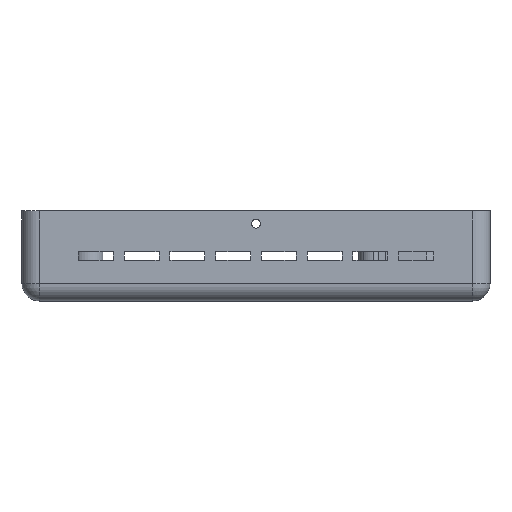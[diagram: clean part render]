
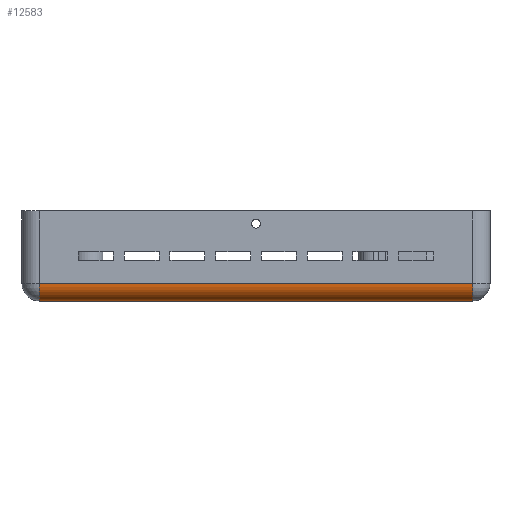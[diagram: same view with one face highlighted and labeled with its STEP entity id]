
A CAD part, left-side view. The second image highlights one B-rep face of the part: STEP entity #12583.
In plain terms, the highlighted cylindrical face has radius 4 mm (diameter 8 mm), a partial arc.
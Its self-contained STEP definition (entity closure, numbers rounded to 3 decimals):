
#1341 = VERTEX_POINT('',#1342);
#1342 = CARTESIAN_POINT('',(-121.488,-103.44,0.));
#1356 = PLANE('',#1357);
#1357 = AXIS2_PLACEMENT_3D('',#1358,#1359,#1360);
#1358 = CARTESIAN_POINT('',(0.,0.,0.));
#1359 = DIRECTION('',(0.,0.,1.));
#1360 = DIRECTION('',(-1.,0.,0.));
#1382 = SPHERICAL_SURFACE('',#1383,4.);
#1383 = AXIS2_PLACEMENT_3D('',#1384,#1385,#1386);
#1384 = CARTESIAN_POINT('',(-121.488,-103.44,4.));
#1385 = DIRECTION('',(-0.,-0.,-1.));
#1386 = DIRECTION('',(0.,-1.,0.));
#1522 = PLANE('',#1523);
#1523 = AXIS2_PLACEMENT_3D('',#1524,#1525,#1526);
#1524 = CARTESIAN_POINT('',(-125.488,0.,0.));
#1525 = DIRECTION('',(-1.,0.,0.));
#1526 = DIRECTION('',(0.,0.,1.));
#1747 = VERTEX_POINT('',#1748);
#1748 = CARTESIAN_POINT('',(-125.488,-103.44,4.));
#4928 = VERTEX_POINT('',#4929);
#4929 = CARTESIAN_POINT('',(-121.488,-4.,0.));
#4955 = EDGE_CURVE('',#1341,#4928,#4956,.T.);
#4956 = SURFACE_CURVE('',#4957,(#4961,#4968),.PCURVE_S1.);
#4957 = LINE('',#4958,#4959);
#4958 = CARTESIAN_POINT('',(-121.488,-103.44,0.));
#4959 = VECTOR('',#4960,1.);
#4960 = DIRECTION('',(0.,1.,-0.));
#4961 = PCURVE('',#1356,#4962);
#4962 = DEFINITIONAL_REPRESENTATION('',(#4963),#4967);
#4963 = LINE('',#4964,#4965);
#4964 = CARTESIAN_POINT('',(121.488,103.44));
#4965 = VECTOR('',#4966,1.);
#4966 = DIRECTION('',(0.,-1.));
#4967 = ( GEOMETRIC_REPRESENTATION_CONTEXT(2) 
PARAMETRIC_REPRESENTATION_CONTEXT() REPRESENTATION_CONTEXT('2D SPACE',''
  ) );
#4968 = PCURVE('',#4969,#4974);
#4969 = CYLINDRICAL_SURFACE('',#4970,4.);
#4970 = AXIS2_PLACEMENT_3D('',#4971,#4972,#4973);
#4971 = CARTESIAN_POINT('',(-121.488,-103.44,4.));
#4972 = DIRECTION('',(0.,1.,-0.));
#4973 = DIRECTION('',(-1.,0.,0.));
#4974 = DEFINITIONAL_REPRESENTATION('',(#4975),#4979);
#4975 = LINE('',#4976,#4977);
#4976 = CARTESIAN_POINT('',(-1.571,0.));
#4977 = VECTOR('',#4978,1.);
#4978 = DIRECTION('',(-0.,1.));
#4979 = ( GEOMETRIC_REPRESENTATION_CONTEXT(2) 
PARAMETRIC_REPRESENTATION_CONTEXT() REPRESENTATION_CONTEXT('2D SPACE',''
  ) );
#6012 = EDGE_CURVE('',#1747,#1341,#6013,.T.);
#6013 = SURFACE_CURVE('',#6014,(#6019,#6025),.PCURVE_S1.);
#6014 = CIRCLE('',#6015,4.);
#6015 = AXIS2_PLACEMENT_3D('',#6016,#6017,#6018);
#6016 = CARTESIAN_POINT('',(-121.488,-103.44,4.));
#6017 = DIRECTION('',(0.,-1.,0.));
#6018 = DIRECTION('',(-1.,0.,0.));
#6019 = PCURVE('',#1382,#6020);
#6020 = DEFINITIONAL_REPRESENTATION('',(#6021),#6024);
#6021 = B_SPLINE_CURVE_WITH_KNOTS('',1,(#6022,#6023),.UNSPECIFIED.,.F.,
  .F.,(2,2),(0.,1.571),.PIECEWISE_BEZIER_KNOTS.);
#6022 = CARTESIAN_POINT('',(1.571,0.));
#6023 = CARTESIAN_POINT('',(1.571,1.571));
#6024 = ( GEOMETRIC_REPRESENTATION_CONTEXT(2) 
PARAMETRIC_REPRESENTATION_CONTEXT() REPRESENTATION_CONTEXT('2D SPACE',''
  ) );
#6025 = PCURVE('',#4969,#6026);
#6026 = DEFINITIONAL_REPRESENTATION('',(#6027),#6030);
#6027 = B_SPLINE_CURVE_WITH_KNOTS('',1,(#6028,#6029),.UNSPECIFIED.,.F.,
  .F.,(2,2),(0.,1.571),.PIECEWISE_BEZIER_KNOTS.);
#6028 = CARTESIAN_POINT('',(0.,0.));
#6029 = CARTESIAN_POINT('',(-1.571,0.));
#6030 = ( GEOMETRIC_REPRESENTATION_CONTEXT(2) 
PARAMETRIC_REPRESENTATION_CONTEXT() REPRESENTATION_CONTEXT('2D SPACE',''
  ) );
#9556 = VERTEX_POINT('',#9557);
#9557 = CARTESIAN_POINT('',(-125.488,-4.,4.));
#9578 = EDGE_CURVE('',#1747,#9556,#9579,.T.);
#9579 = SURFACE_CURVE('',#9580,(#9584,#9591),.PCURVE_S1.);
#9580 = LINE('',#9581,#9582);
#9581 = CARTESIAN_POINT('',(-125.488,-103.44,4.));
#9582 = VECTOR('',#9583,1.);
#9583 = DIRECTION('',(0.,1.,-0.));
#9584 = PCURVE('',#1522,#9585);
#9585 = DEFINITIONAL_REPRESENTATION('',(#9586),#9590);
#9586 = LINE('',#9587,#9588);
#9587 = CARTESIAN_POINT('',(4.,-103.44));
#9588 = VECTOR('',#9589,1.);
#9589 = DIRECTION('',(0.,1.));
#9590 = ( GEOMETRIC_REPRESENTATION_CONTEXT(2) 
PARAMETRIC_REPRESENTATION_CONTEXT() REPRESENTATION_CONTEXT('2D SPACE',''
  ) );
#9591 = PCURVE('',#4969,#9592);
#9592 = DEFINITIONAL_REPRESENTATION('',(#9593),#9597);
#9593 = LINE('',#9594,#9595);
#9594 = CARTESIAN_POINT('',(-0.,0.));
#9595 = VECTOR('',#9596,1.);
#9596 = DIRECTION('',(-0.,1.));
#9597 = ( GEOMETRIC_REPRESENTATION_CONTEXT(2) 
PARAMETRIC_REPRESENTATION_CONTEXT() REPRESENTATION_CONTEXT('2D SPACE',''
  ) );
#10385 = SPHERICAL_SURFACE('',#10386,4.);
#10386 = AXIS2_PLACEMENT_3D('',#10387,#10388,#10389);
#10387 = CARTESIAN_POINT('',(-121.488,-4.,4.));
#10388 = DIRECTION('',(-0.,-0.,-1.));
#10389 = DIRECTION('',(-1.,0.,0.));
#12583 = ADVANCED_FACE('',(#12584),#4969,.T.);
#12584 = FACE_BOUND('',#12585,.F.);
#12585 = EDGE_LOOP('',(#12586,#12587,#12588,#12608));
#12586 = ORIENTED_EDGE('',*,*,#6012,.T.);
#12587 = ORIENTED_EDGE('',*,*,#4955,.T.);
#12588 = ORIENTED_EDGE('',*,*,#12589,.F.);
#12589 = EDGE_CURVE('',#9556,#4928,#12590,.T.);
#12590 = SURFACE_CURVE('',#12591,(#12596,#12602),.PCURVE_S1.);
#12591 = CIRCLE('',#12592,4.);
#12592 = AXIS2_PLACEMENT_3D('',#12593,#12594,#12595);
#12593 = CARTESIAN_POINT('',(-121.488,-4.,4.));
#12594 = DIRECTION('',(0.,-1.,0.));
#12595 = DIRECTION('',(-1.,0.,0.));
#12596 = PCURVE('',#4969,#12597);
#12597 = DEFINITIONAL_REPRESENTATION('',(#12598),#12601);
#12598 = B_SPLINE_CURVE_WITH_KNOTS('',1,(#12599,#12600),.UNSPECIFIED.,
  .F.,.F.,(2,2),(0.,1.571),.PIECEWISE_BEZIER_KNOTS.);
#12599 = CARTESIAN_POINT('',(0.,99.44));
#12600 = CARTESIAN_POINT('',(-1.571,99.44));
#12601 = ( GEOMETRIC_REPRESENTATION_CONTEXT(2) 
PARAMETRIC_REPRESENTATION_CONTEXT() REPRESENTATION_CONTEXT('2D SPACE',''
  ) );
#12602 = PCURVE('',#10385,#12603);
#12603 = DEFINITIONAL_REPRESENTATION('',(#12604),#12607);
#12604 = B_SPLINE_CURVE_WITH_KNOTS('',1,(#12605,#12606),.UNSPECIFIED.,
  .F.,.F.,(2,2),(0.,1.571),.PIECEWISE_BEZIER_KNOTS.);
#12605 = CARTESIAN_POINT('',(0.,0.));
#12606 = CARTESIAN_POINT('',(0.,1.571));
#12607 = ( GEOMETRIC_REPRESENTATION_CONTEXT(2) 
PARAMETRIC_REPRESENTATION_CONTEXT() REPRESENTATION_CONTEXT('2D SPACE',''
  ) );
#12608 = ORIENTED_EDGE('',*,*,#9578,.F.);
